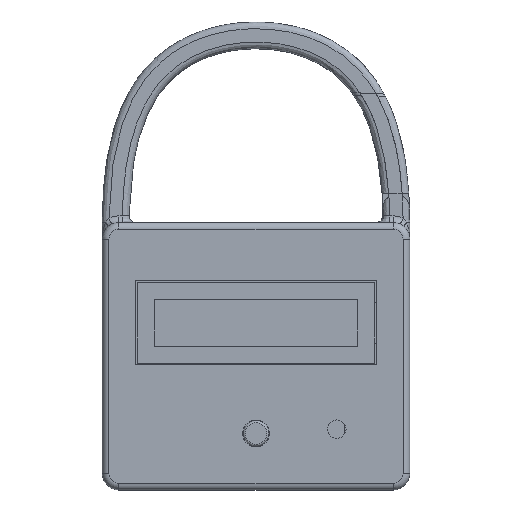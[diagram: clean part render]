
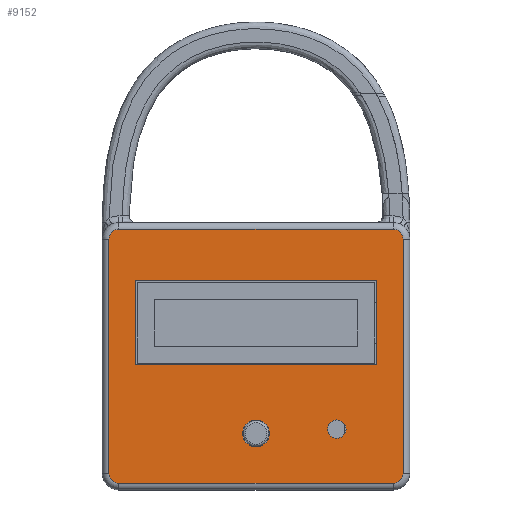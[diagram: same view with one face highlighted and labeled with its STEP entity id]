
A CAD part, front view. The second image highlights one B-rep face of the part: STEP entity #9152.
In plain terms, the highlighted planar face has unit normal (0, -1, 0).
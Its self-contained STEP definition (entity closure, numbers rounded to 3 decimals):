
#321=FACE_BOUND('',#1831,.T.);
#322=FACE_BOUND('',#1832,.T.);
#323=FACE_BOUND('',#1833,.T.);
#603=PLANE('',#9985);
#1243=FACE_OUTER_BOUND('',#1830,.T.);
#1830=EDGE_LOOP('',(#8180,#8181,#8182,#8183,#8184,#8185,#8186,#8187));
#1831=EDGE_LOOP('',(#8188,#8189,#8190,#8191));
#1832=EDGE_LOOP('',(#8192));
#1833=EDGE_LOOP('',(#8193));
#2531=LINE('',#15279,#3318);
#2535=LINE('',#15287,#3322);
#2538=LINE('',#15293,#3325);
#2541=LINE('',#15298,#3328);
#2634=LINE('',#17329,#3421);
#2635=LINE('',#17333,#3422);
#2636=LINE('',#17337,#3423);
#2637=LINE('',#17341,#3424);
#3318=VECTOR('',#11793,10.);
#3322=VECTOR('',#11799,10.);
#3325=VECTOR('',#11804,10.);
#3328=VECTOR('',#11809,10.);
#3421=VECTOR('',#12208,10.);
#3422=VECTOR('',#12211,10.);
#3423=VECTOR('',#12214,10.);
#3424=VECTOR('',#12217,10.);
#3789=CIRCLE('',#9912,4.);
#3810=CIRCLE('',#9952,2.75);
#3826=CIRCLE('',#9986,3.);
#3827=CIRCLE('',#9987,3.);
#3828=CIRCLE('',#9988,3.);
#3829=CIRCLE('',#9989,3.);
#4468=VERTEX_POINT('',#15277);
#4469=VERTEX_POINT('',#15278);
#4472=VERTEX_POINT('',#15286);
#4474=VERTEX_POINT('',#15292);
#4586=VERTEX_POINT('',#17143);
#4607=VERTEX_POINT('',#17214);
#4632=VERTEX_POINT('',#17327);
#4633=VERTEX_POINT('',#17328);
#4634=VERTEX_POINT('',#17330);
#4635=VERTEX_POINT('',#17332);
#4636=VERTEX_POINT('',#17334);
#4637=VERTEX_POINT('',#17336);
#4638=VERTEX_POINT('',#17338);
#4639=VERTEX_POINT('',#17340);
#5588=EDGE_CURVE('',#4468,#4469,#2531,.T.);
#5592=EDGE_CURVE('',#4469,#4472,#2535,.T.);
#5595=EDGE_CURVE('',#4472,#4474,#2538,.T.);
#5598=EDGE_CURVE('',#4474,#4468,#2541,.T.);
#5768=EDGE_CURVE('',#4586,#4586,#3789,.T.);
#5800=EDGE_CURVE('',#4607,#4607,#3810,.T.);
#5846=EDGE_CURVE('',#4632,#4633,#2634,.T.);
#5847=EDGE_CURVE('',#4634,#4632,#3826,.T.);
#5848=EDGE_CURVE('',#4635,#4634,#2635,.T.);
#5849=EDGE_CURVE('',#4636,#4635,#3827,.T.);
#5850=EDGE_CURVE('',#4637,#4636,#2636,.T.);
#5851=EDGE_CURVE('',#4638,#4637,#3828,.T.);
#5852=EDGE_CURVE('',#4639,#4638,#2637,.T.);
#5853=EDGE_CURVE('',#4633,#4639,#3829,.T.);
#8180=ORIENTED_EDGE('',*,*,#5846,.F.);
#8181=ORIENTED_EDGE('',*,*,#5847,.F.);
#8182=ORIENTED_EDGE('',*,*,#5848,.F.);
#8183=ORIENTED_EDGE('',*,*,#5849,.F.);
#8184=ORIENTED_EDGE('',*,*,#5850,.F.);
#8185=ORIENTED_EDGE('',*,*,#5851,.F.);
#8186=ORIENTED_EDGE('',*,*,#5852,.F.);
#8187=ORIENTED_EDGE('',*,*,#5853,.F.);
#8188=ORIENTED_EDGE('',*,*,#5598,.T.);
#8189=ORIENTED_EDGE('',*,*,#5588,.T.);
#8190=ORIENTED_EDGE('',*,*,#5592,.T.);
#8191=ORIENTED_EDGE('',*,*,#5595,.T.);
#8192=ORIENTED_EDGE('',*,*,#5800,.T.);
#8193=ORIENTED_EDGE('',*,*,#5768,.T.);
#9152=ADVANCED_FACE('',(#1243,#321,#322,#323),#603,.T.);
#9912=AXIS2_PLACEMENT_3D('',#17144,#12020,#12021);
#9952=AXIS2_PLACEMENT_3D('',#17216,#12111,#12112);
#9985=AXIS2_PLACEMENT_3D('',#17326,#12206,#12207);
#9986=AXIS2_PLACEMENT_3D('',#17331,#12209,#12210);
#9987=AXIS2_PLACEMENT_3D('',#17335,#12212,#12213);
#9988=AXIS2_PLACEMENT_3D('',#17339,#12215,#12216);
#9989=AXIS2_PLACEMENT_3D('',#17342,#12218,#12219);
#11793=DIRECTION('',(-1.,0.,0.));
#11799=DIRECTION('',(0.,0.,1.));
#11804=DIRECTION('',(1.,0.,0.));
#11809=DIRECTION('',(0.,0.,-1.));
#12020=DIRECTION('center_axis',(0.,1.,0.));
#12021=DIRECTION('ref_axis',(1.,0.,0.));
#12111=DIRECTION('center_axis',(0.,1.,0.));
#12112=DIRECTION('ref_axis',(-1.,0.,0.));
#12206=DIRECTION('center_axis',(0.,-1.,0.));
#12207=DIRECTION('ref_axis',(1.,0.,0.));
#12208=DIRECTION('',(0.,0.,-1.));
#12209=DIRECTION('center_axis',(0.,1.,0.));
#12210=DIRECTION('ref_axis',(0.707,0.,0.707));
#12211=DIRECTION('',(1.,0.,0.));
#12212=DIRECTION('center_axis',(0.,1.,0.));
#12213=DIRECTION('ref_axis',(-0.707,0.,0.707));
#12214=DIRECTION('',(0.,0.,1.));
#12215=DIRECTION('center_axis',(0.,1.,0.));
#12216=DIRECTION('ref_axis',(-0.707,0.,-0.707));
#12217=DIRECTION('',(-1.,0.,0.));
#12218=DIRECTION('center_axis',(0.,1.,0.));
#12219=DIRECTION('ref_axis',(0.707,0.,-0.707));
#15277=CARTESIAN_POINT('',(69.572,-44.283,50.048));
#15278=CARTESIAN_POINT('',(-2.548,-44.283,50.048));
#15279=CARTESIAN_POINT('',(69.572,-44.283,50.048));
#15286=CARTESIAN_POINT('',(-2.548,-44.283,75.229));
#15287=CARTESIAN_POINT('',(-2.548,-44.283,50.048));
#15292=CARTESIAN_POINT('',(69.572,-44.283,75.229));
#15293=CARTESIAN_POINT('',(-2.548,-44.283,75.229));
#15298=CARTESIAN_POINT('',(69.572,-44.283,75.229));
#17143=CARTESIAN_POINT('',(29.512,-44.283,29.548));
#17144=CARTESIAN_POINT('Origin',(33.512,-44.283,29.548));
#17214=CARTESIAN_POINT('',(60.445,-44.283,30.867));
#17216=CARTESIAN_POINT('Origin',(57.695,-44.283,30.867));
#17326=CARTESIAN_POINT('Origin',(33.512,-44.283,52.638));
#17327=CARTESIAN_POINT('',(77.512,-44.283,87.638));
#17328=CARTESIAN_POINT('',(77.512,-44.283,17.638));
#17329=CARTESIAN_POINT('',(77.512,-44.283,72.638));
#17330=CARTESIAN_POINT('',(74.512,-44.283,90.638));
#17331=CARTESIAN_POINT('Origin',(74.512,-44.283,87.638));
#17332=CARTESIAN_POINT('',(-7.488,-44.283,90.638));
#17333=CARTESIAN_POINT('',(10.512,-44.283,90.638));
#17334=CARTESIAN_POINT('',(-10.488,-44.283,87.638));
#17335=CARTESIAN_POINT('Origin',(-7.488,-44.283,87.638));
#17336=CARTESIAN_POINT('',(-10.488,-44.283,17.638));
#17337=CARTESIAN_POINT('',(-10.488,-44.283,32.638));
#17338=CARTESIAN_POINT('',(-7.488,-44.283,14.638));
#17339=CARTESIAN_POINT('Origin',(-7.488,-44.283,17.638));
#17340=CARTESIAN_POINT('',(74.512,-44.283,14.638));
#17341=CARTESIAN_POINT('',(56.512,-44.283,14.638));
#17342=CARTESIAN_POINT('Origin',(74.512,-44.283,17.638));
